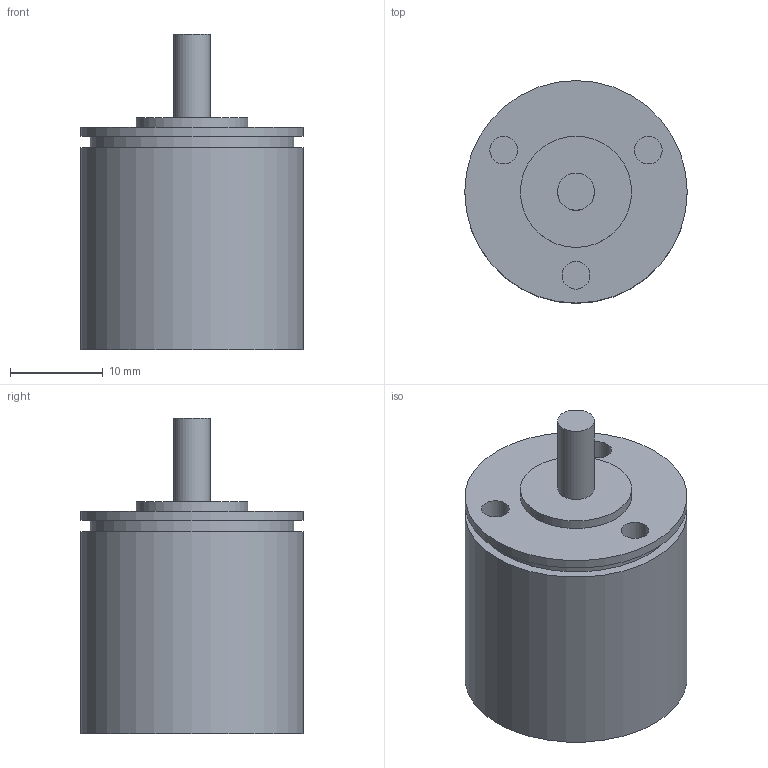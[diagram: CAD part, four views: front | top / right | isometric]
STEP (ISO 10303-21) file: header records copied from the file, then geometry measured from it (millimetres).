
FILE_DESCRIPTION(/* description */ (''),/* implementation_level */ '2;1');
FILE_NAME(/* name */ 'Encoder mockup_v1.step',/* time_stamp */ '2023-05-19T17:34:44+02:00',/* author */ (''),/* organization */ (''),/* preprocessor_version */ 'ST-DEVELOPER v19.2',/* originating_system */ 'Autodesk Translation Framework v12.4.0.73',/* authorisation */ '');
FILE_SCHEMA (('AUTOMOTIVE_DESIGN { 1 0 10303 214 3 1 1 }'));
Length unit declared in the file: millimetre
Products named in the file (2): Encoder mockup; Encoder
Assembly tree (1 placements, depth 2):
  Encoder mockup
    Encoder
Bounding box: 24 x 24 x 34 mm (x, y, z)
Volume: 10869.6 mm3; surface area: 3171.8 mm2
Topology: 1 solids, 1 shells, 17 faces, 24 edges, 16 vertices
Faces by surface type: plane 9, cylinder 8
Full cylindrical faces by diameter (mm): 3 x3, 4 x1, 12 x1, 22 x1, 24 x2
Entity records: 444 total; most frequent: DIRECTION 80, CARTESIAN_POINT 60, ORIENTED_EDGE 48, AXIS2_PLACEMENT_3D 36, EDGE_LOOP 24, EDGE_CURVE 24, FACE_OUTER_BOUND 17, ADVANCED_FACE 17
